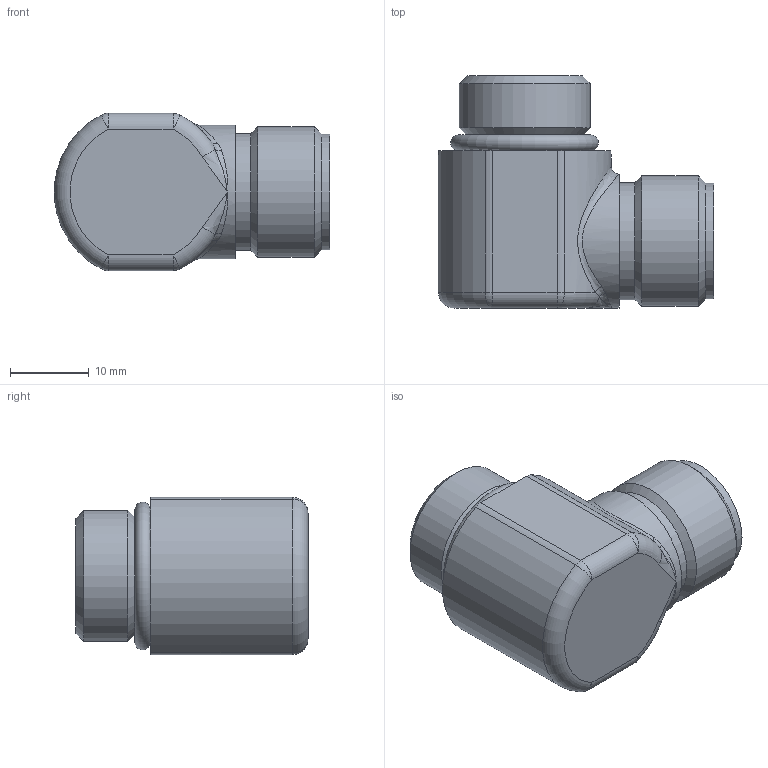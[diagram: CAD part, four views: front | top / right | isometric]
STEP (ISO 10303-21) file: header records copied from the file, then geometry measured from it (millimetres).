
FILE_DESCRIPTION(/* description */ (''),/* implementation_level */ '2;1');
FILE_NAME(/* name */ 'MKW 38 A90.stp',/* time_stamp */ '2023-04-25T10:44:28+02:00',/* author */ ('meier'),/* organization */ (''),/* preprocessor_version */ 'ST-DEVELOPER v18.1',/* originating_system */ 'Autodesk Inventor 2022',/* authorisation */ '0 mm^3');
FILE_SCHEMA (('AUTOMOTIVE_DESIGN { 1 0 10303 214 3 1 1 }'));
Length unit declared in the file: millimetre
Products named in the file (1): LUE_00033294
Bounding box: 34.96 x 29.5 x 20 mm (x, y, z)
Volume: 9201.7 mm3; surface area: 4750.3 mm2
Topology: 1 solids, 1 shells, 52 faces, 117 edges, 64 vertices
Faces by surface type: cylinder 19, cone 9, plane 8, bspline 7, torus 5, sphere 4
Full cylindrical faces by diameter (mm): 9 x2, 14.7 x1, 14.85 x3, 16.6 x1, 16.66 x1, 17 x1
Entity records: 1861 total; most frequent: CARTESIAN_POINT 623, DIRECTION 257, ORIENTED_EDGE 224, AXIS2_PLACEMENT_3D 114, EDGE_CURVE 112, VERTEX_POINT 64, CIRCLE 61, EDGE_LOOP 57
